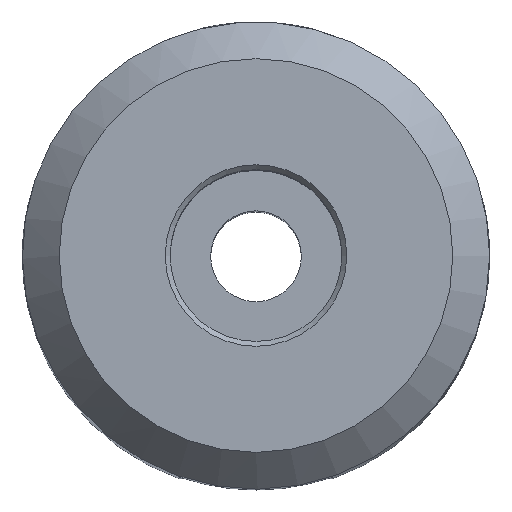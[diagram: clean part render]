
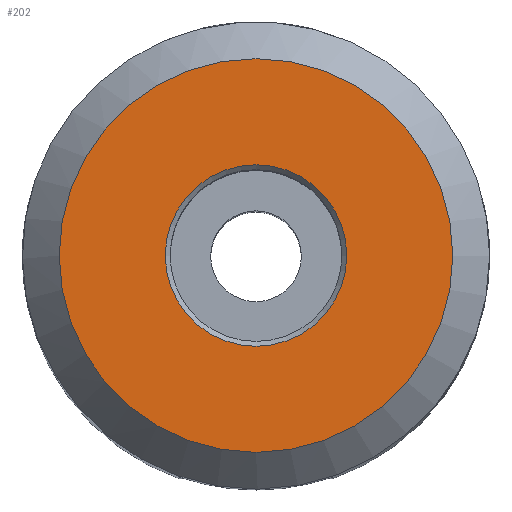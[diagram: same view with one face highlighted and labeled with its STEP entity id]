
A CAD part, top view. The second image highlights one B-rep face of the part: STEP entity #202.
In plain terms, the highlighted planar face has unit normal (0, 0, 1).
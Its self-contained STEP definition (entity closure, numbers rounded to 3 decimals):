
#60 = EDGE_LOOP ( 'NONE', ( #440 ) ) ;
#165 = VERTEX_POINT ( 'NONE', #910 ) ;
#186 = FACE_BOUND ( 'NONE', #60, .T. ) ;
#202 = ADVANCED_FACE ( 'NONE', ( #186, #444 ), #945, .T. ) ;
#255 = DIRECTION ( 'NONE',  ( 0., 0., -1. ) ) ;
#270 = EDGE_CURVE ( 'NONE', #334, #334, #765, .T. ) ;
#274 = DIRECTION ( 'NONE',  ( 0., 0., 1. ) ) ;
#289 = EDGE_CURVE ( 'NONE', #165, #165, #466, .T. ) ;
#334 = VERTEX_POINT ( 'NONE', #672 ) ;
#440 = ORIENTED_EDGE ( 'NONE', *, *, #289, .T. ) ;
#444 = FACE_OUTER_BOUND ( 'NONE', #878, .T. ) ;
#466 = CIRCLE ( 'NONE', #1045, 3.7 ) ;
#534 = DIRECTION ( 'NONE',  ( 1., 0., 0. ) ) ;
#584 = AXIS2_PLACEMENT_3D ( 'NONE', #762, #840, #678 ) ;
#672 = CARTESIAN_POINT ( 'NONE',  ( 8.025, 0., 60. ) ) ;
#678 = DIRECTION ( 'NONE',  ( 1., 0., 0. ) ) ;
#701 = CARTESIAN_POINT ( 'NONE',  ( 0., 0., 60. ) ) ;
#726 = AXIS2_PLACEMENT_3D ( 'NONE', #701, #274, #534 ) ;
#746 = ORIENTED_EDGE ( 'NONE', *, *, #270, .T. ) ;
#762 = CARTESIAN_POINT ( 'NONE',  ( 0., 0., 60. ) ) ;
#765 = CIRCLE ( 'NONE', #584, 8.025 ) ;
#840 = DIRECTION ( 'NONE',  ( 0., 0., 1. ) ) ;
#878 = EDGE_LOOP ( 'NONE', ( #746 ) ) ;
#910 = CARTESIAN_POINT ( 'NONE',  ( 3.7, 0., 60. ) ) ;
#933 = DIRECTION ( 'NONE',  ( 1., 0., 0. ) ) ;
#945 = PLANE ( 'NONE',  #726 ) ;
#1014 = CARTESIAN_POINT ( 'NONE',  ( 0., 0., 60. ) ) ;
#1045 = AXIS2_PLACEMENT_3D ( 'NONE', #1014, #255, #933 ) ;
